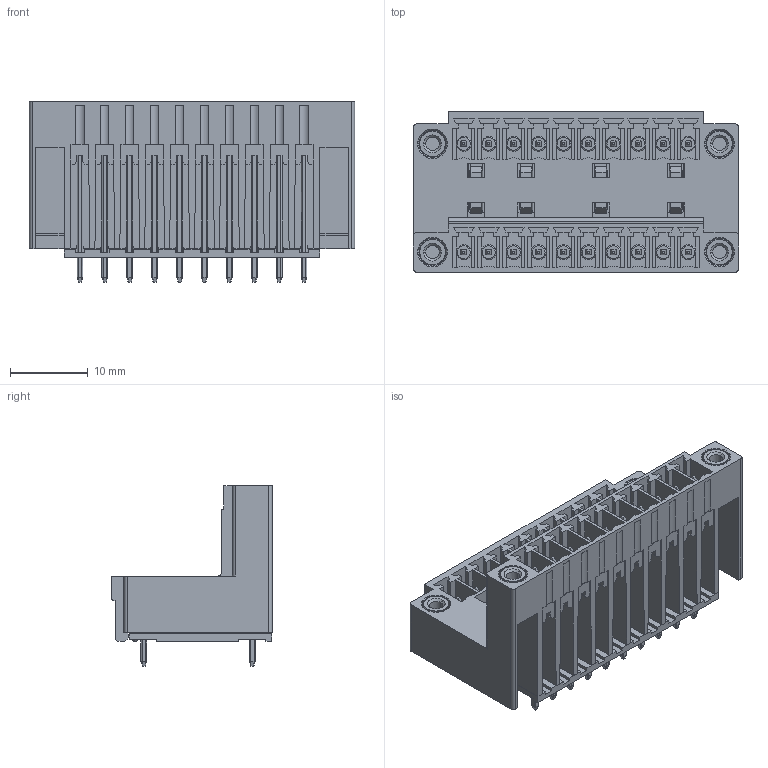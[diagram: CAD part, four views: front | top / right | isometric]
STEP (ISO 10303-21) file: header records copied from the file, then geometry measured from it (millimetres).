
FILE_DESCRIPTION( ('This file contains a STEP AP42 implementation' ,'as created by ZW3D STEP Interface translator.') ,'2;1' );
FILE_NAME( 'PM350-3S10ASM2N.stp' ,'231123.171825', (''), ('ZWCAD Software Co.'), 'Version 1.0', 'ZW3D to STEP translator', '' );
FILE_SCHEMA(('AUTOMOTIVE_DESIGN { 1 0 10303 214 1 1 1 1 }'));
Length unit declared in the file: millimetre
Products named in the file (2): 0; PM350-3S10ASM2N
Bounding box: 41.84 x 20.65 x 23.26 mm (x, y, z)
Volume: 4335.2 mm3; surface area: 12835.2 mm2
Topology: 26 solids, 30 shells, 3144 faces, 8431 edges, 5284 vertices
Faces by surface type: plane 2047, cylinder 709, torus 280, bspline 80, cone 24, sphere 4
Entity records: 102615 total; most frequent: CARTESIAN_POINT 22692, ORIENTED_EDGE 16694, DIRECTION 14871, EDGE_CURVE 8355, VECTOR 6017, LINE 6017, VERTEX_POINT 5290, AXIS2_PLACEMENT_3D 4427
